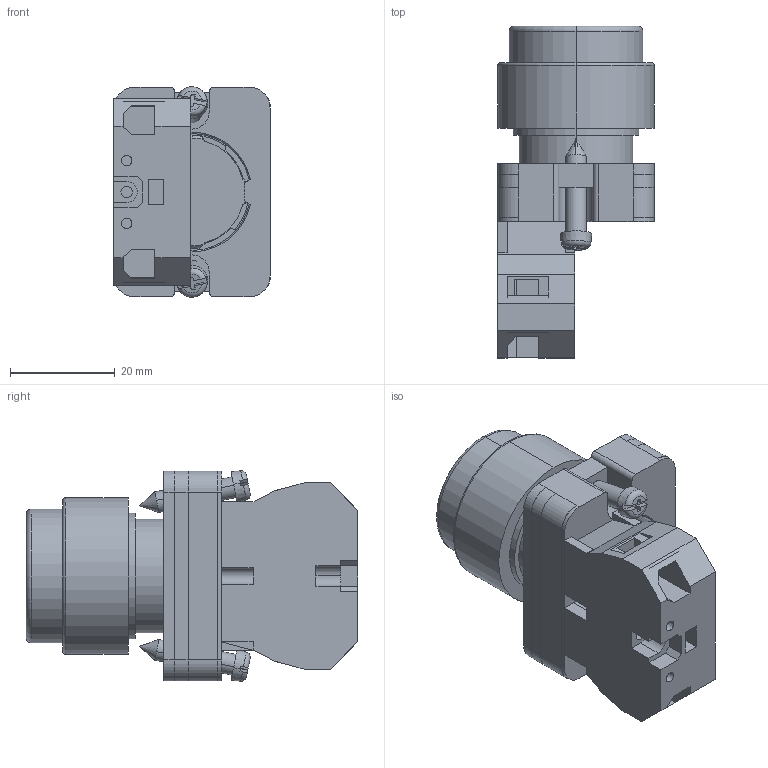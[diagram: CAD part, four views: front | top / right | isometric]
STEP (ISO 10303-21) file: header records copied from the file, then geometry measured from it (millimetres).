
FILE_DESCRIPTION (( 'STEP AP214' ), '1' );
FILE_NAME ('GCX3112.step', '2016-06-20T21:06:25', ( '' ), ( '' ), 'SwSTEP 2.0', 'SolidWorks 2016', '' );
FILE_SCHEMA (( 'AUTOMOTIVE_DESIGN' ));
Length unit declared in the file: inch
Products named in the file (4): GCX3112 OPERATOR; ecx1040; ECX3029-2; GCX3112
Assembly tree (3 placements, depth 2):
  GCX3112
    ECX3029-2
    ecx1040
    GCX3112 OPERATOR
Bounding box: 29.91 x 63.3 x 40.16 mm (x, y, z)
Volume: 25954.3 mm3; surface area: 17077.1 mm2
Topology: 6 solids, 6 shells, 383 faces, 1048 edges, 692 vertices
Faces by surface type: plane 222, cylinder 132, cone 15, torus 14
Entity records: 12686 total; most frequent: CARTESIAN_POINT 2321, DIRECTION 2112, ORIENTED_EDGE 2088, EDGE_CURVE 1044, AXIS2_PLACEMENT_3D 719, VERTEX_POINT 692, VECTOR 674, LINE 674
